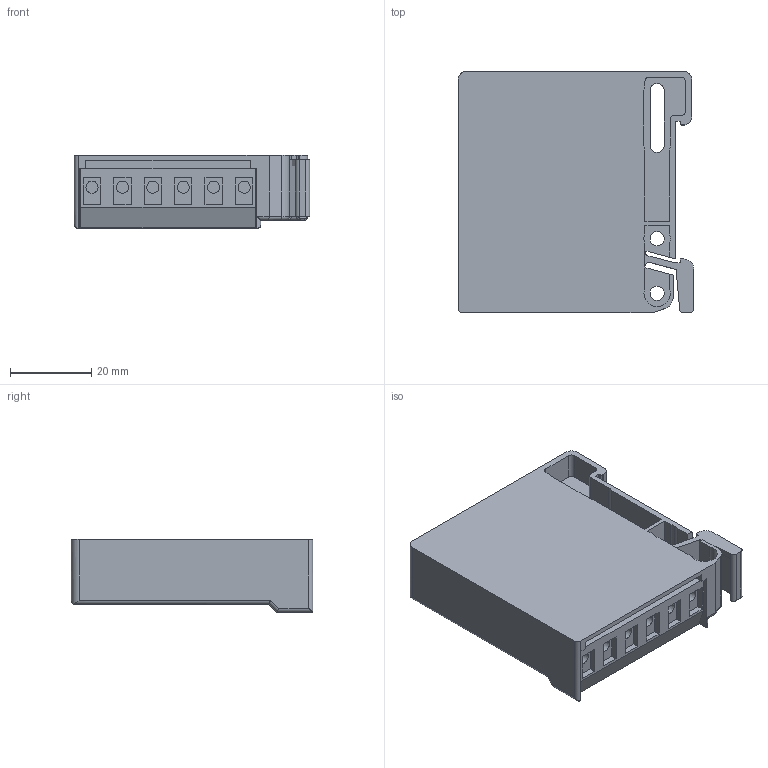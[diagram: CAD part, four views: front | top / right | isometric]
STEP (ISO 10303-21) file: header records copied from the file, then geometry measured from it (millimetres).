
FILE_DESCRIPTION (( 'STEP AP214' ), '1' );
FILE_NAME ('9098210-CE04.STEP', '2024-05-10T05:58:56', ( '' ), ( '' ), 'SwSTEP 2.0', 'SolidWorks 2022', '' );
FILE_SCHEMA (( 'AUTOMOTIVE_DESIGN' ));
Length unit declared in the file: millimetre
Products named in the file (2): 9098210-CE04; Kundenmodell^10042831_000
Assembly tree (1 placements, depth 2):
  9098210-CE04
    Kundenmodell^10042831_000
Bounding box: 58 x 59.5 x 18 mm (x, y, z)
Volume: 46010.5 mm3; surface area: 14240.6 mm2
Topology: 1 solids, 1 shells, 255 faces, 659 edges, 432 vertices
Faces by surface type: plane 157, cylinder 93, torus 3, bspline 2
Entity records: 7936 total; most frequent: CARTESIAN_POINT 1528, DIRECTION 1330, ORIENTED_EDGE 1316, EDGE_CURVE 658, AXIS2_PLACEMENT_3D 444, LINE 442, VECTOR 442, VERTEX_POINT 432
